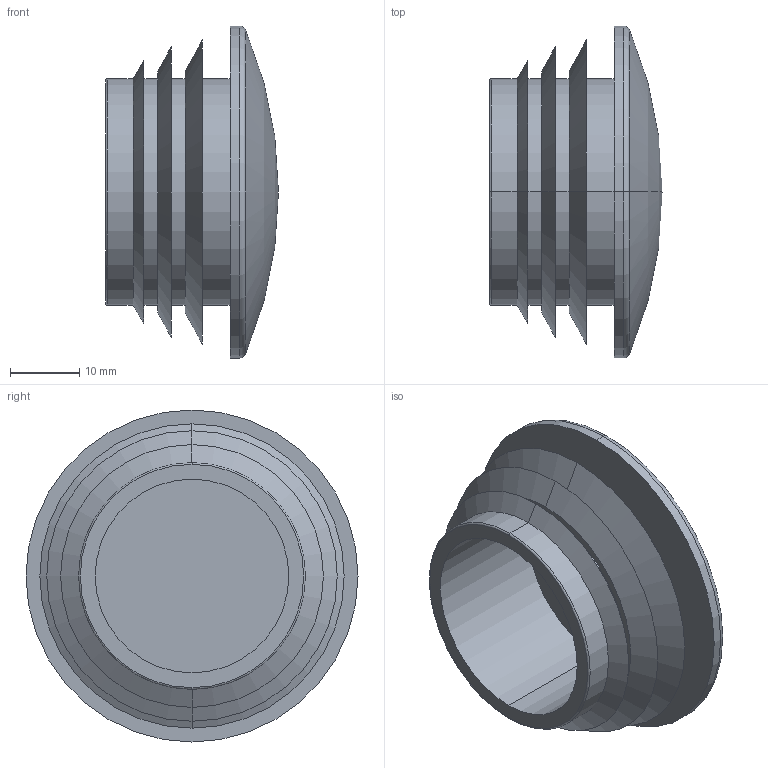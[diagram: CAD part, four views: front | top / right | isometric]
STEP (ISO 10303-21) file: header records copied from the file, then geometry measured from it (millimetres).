
FILE_DESCRIPTION (( 'STEP AP203' ), '1' );
FILE_NAME ('T13300.STEP', '2018-05-22T14:42:34', ( '' ), ( '' ), 'SwSTEP 2.0', 'SolidWorks 2016', '' );
FILE_SCHEMA (( 'CONFIG_CONTROL_DESIGN' ));
Length unit declared in the file: millimetre
Products named in the file (1): T13300
Bounding box: 25 x 48 x 48 mm (x, y, z)
Volume: 14110.6 mm3; surface area: 9981 mm2
Topology: 1 solids, 1 shells, 32 faces, 64 edges, 39 vertices
Faces by surface type: cylinder 12, plane 8, torus 6, cone 6
Entity records: 911 total; most frequent: DIRECTION 172, CARTESIAN_POINT 134, ORIENTED_EDGE 124, AXIS2_PLACEMENT_3D 77, EDGE_CURVE 62, CIRCLE 44, VERTEX_POINT 39, EDGE_LOOP 39
